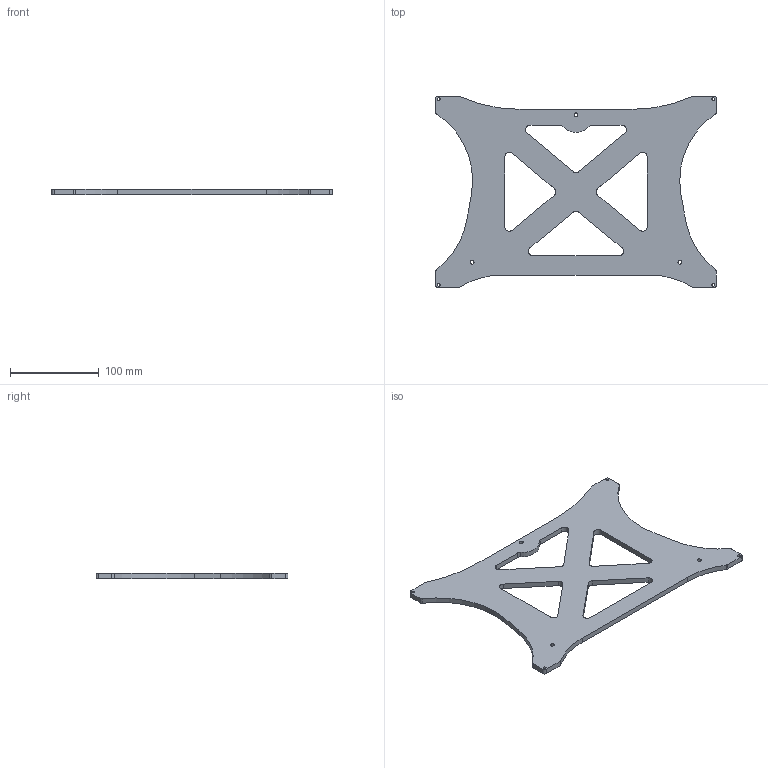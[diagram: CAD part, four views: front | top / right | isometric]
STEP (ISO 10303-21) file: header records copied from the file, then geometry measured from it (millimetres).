
FILE_DESCRIPTION(('FreeCAD Model'),'2;1');
FILE_NAME('PP-MP0291_bed_plate.step','2019-10-09T12:33:10',('Author'),(''), 'Open CASCADE STEP processor 7.3','FreeCAD','Unknown');
FILE_SCHEMA(('AUTOMOTIVE_DESIGN { 1 0 10303 214 1 1 1 1 }'));
Length unit declared in the file: millimetre
Products named in the file (1): Fillet001
Bounding box: 316 x 216 x 6 mm (x, y, z)
Volume: 232226.5 mm3; surface area: 90593.8 mm2
Topology: 1 solids, 1 shells, 69 faces, 201 edges, 134 vertices
Faces by surface type: cylinder 42, plane 27
Full cylindrical faces by diameter (mm): 3.2 x4, 4.4 x3
Entity records: 5153 total; most frequent: CARTESIAN_POINT 1119, DIRECTION 775, LINE 435, VECTOR 435, ORIENTED_EDGE 402, PCURVE 402, DEFINITIONAL_REPRESENTATION 402, EDGE_CURVE 201
